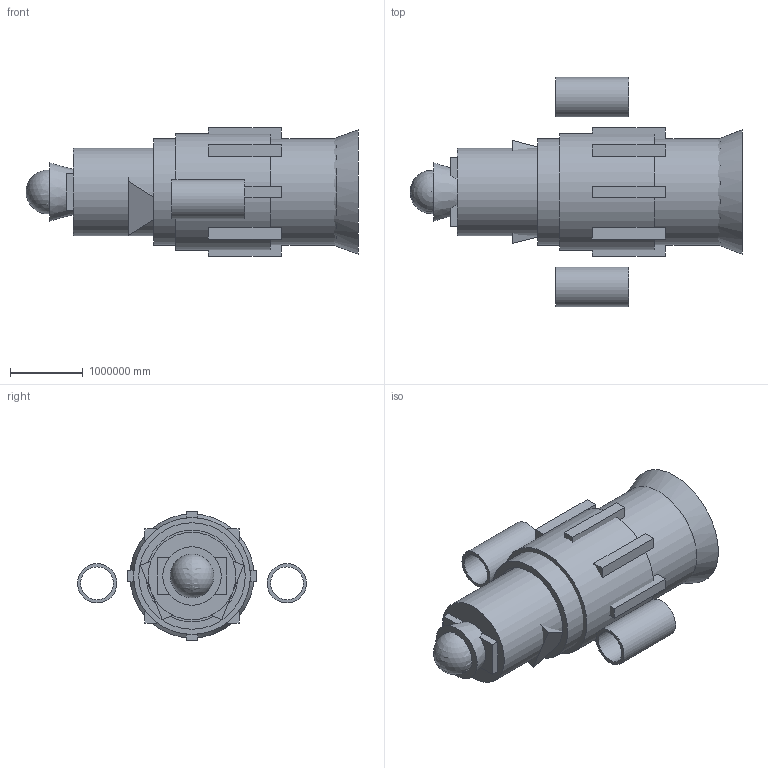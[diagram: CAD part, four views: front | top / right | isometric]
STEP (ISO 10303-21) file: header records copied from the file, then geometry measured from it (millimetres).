
FILE_DESCRIPTION(('FreeCAD Model'),'2;1');
FILE_NAME('Open CASCADE Shape Model','2025-09-09T08:34:41',('Author'),( ''),'Open CASCADE STEP processor 7.8','FreeCAD','Unknown');
FILE_SCHEMA(('AUTOMOTIVE_DESIGN { 1 0 10303 214 1 1 1 1 }'));
Length unit declared in the file: metre
Products named in the file (12): Hull_Shell_HeavyArmor_Fallback; Destiny_HeavyArmor_Ship; Hull_With_Cockpit_Cut; Cockpit_Integrated_Fallback; Reactor_Core; Nozzle_Extended; Truss_HeavyArmor; Wing_Right_Angular; Wing_Left_Angular; SideThruster_Right; SideThruster_Left; Shield_Internal
Assembly tree (10 placements, depth 2):
  Hull_Shell_HeavyArmor_Fallback
  Destiny_HeavyArmor_Ship
    Hull_With_Cockpit_Cut
    Cockpit_Integrated_Fallback
    Reactor_Core
    Nozzle_Extended
    Truss_HeavyArmor
    Wing_Right_Angular
    Wing_Left_Angular
    SideThruster_Right
    SideThruster_Left
    Shield_Internal
Bounding box: 4549746.84 x 3140000 x 1760000 mm (x, y, z)
Volume: 14458935884647120896 mm3; surface area: 95870041236984.4 mm2
Topology: 18 solids, 18 shells, 108 faces, 218 edges, 148 vertices
Faces by surface type: plane 90, cylinder 11, sphere 4, cone 3
Full cylindrical faces by diameter (mm): 450000 x2, 540000 x2, 1200000 x3, 1260000 x1, 1460000 x1, 1600000 x2
Entity records: 6888 total; most frequent: CARTESIAN_POINT 1885, DIRECTION 904, LINE 522, VECTOR 522, ORIENTED_EDGE 428, PCURVE 428, DEFINITIONAL_REPRESENTATION 428, EDGE_CURVE 214
